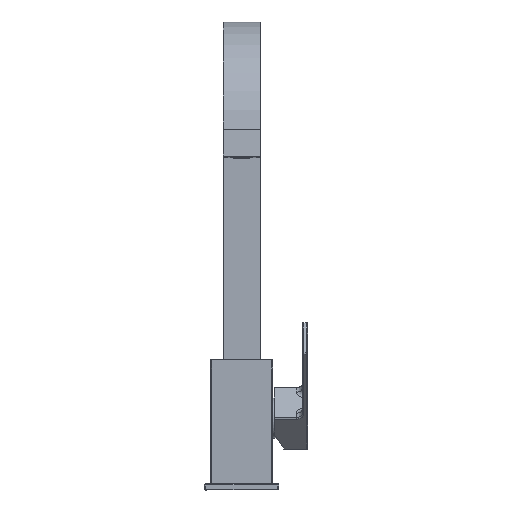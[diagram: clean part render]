
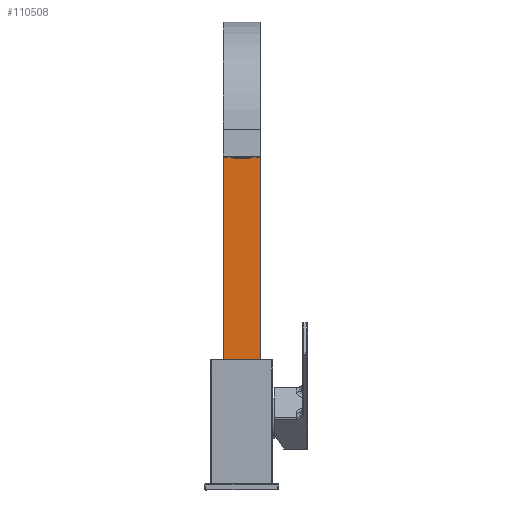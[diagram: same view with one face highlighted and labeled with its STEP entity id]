
A CAD part, top view. The second image highlights one B-rep face of the part: STEP entity #110508.
In plain terms, the highlighted planar face has unit normal (0, 0, 1).
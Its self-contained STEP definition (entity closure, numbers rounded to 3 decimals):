
#47703=DIRECTION('',(0.,1.,0.));
#47704=VECTOR('',#47703,177.77);
#47705=CARTESIAN_POINT('',(15.,100.,5.));
#47706=LINE('',#47705,#47704);
#49298=DIRECTION('',(1.,0.,0.));
#49299=VECTOR('',#49298,30.);
#49300=CARTESIAN_POINT('',(-15.,277.77,5.));
#49301=LINE('',#49300,#49299);
#49422=DIRECTION('',(1.,0.,0.));
#49423=VECTOR('',#49422,30.);
#49424=CARTESIAN_POINT('',(-15.,100.,5.));
#49425=LINE('',#49424,#49423);
#49426=DIRECTION('',(0.,1.,0.));
#49427=VECTOR('',#49426,177.77);
#49428=CARTESIAN_POINT('',(-15.,100.,5.));
#49429=LINE('',#49428,#49427);
#54384=CARTESIAN_POINT('',(-15.,277.77,5.));
#54385=CARTESIAN_POINT('',(15.,277.77,5.));
#54386=VERTEX_POINT('',#54384);
#54387=VERTEX_POINT('',#54385);
#54722=CARTESIAN_POINT('',(-15.,100.,5.));
#54723=VERTEX_POINT('',#54722);
#54724=CARTESIAN_POINT('',(15.,100.,5.));
#54725=VERTEX_POINT('',#54724);
#110497=CARTESIAN_POINT('',(-15.,100.,5.));
#110498=DIRECTION('',(0.,0.,1.));
#110499=DIRECTION('',(1.,0.,0.));
#110500=AXIS2_PLACEMENT_3D('',#110497,#110498,#110499);
#110501=PLANE('',#110500);
#110502=ORIENTED_EDGE('',*,*,#107890,.F.);
#110503=ORIENTED_EDGE('',*,*,#110377,.T.);
#110504=ORIENTED_EDGE('',*,*,#110481,.T.);
#110505=ORIENTED_EDGE('',*,*,#107852,.F.);
#110506=EDGE_LOOP('',(#110502,#110503,#110504,#110505));
#110507=FACE_OUTER_BOUND('',#110506,.F.);
#110508=ADVANCED_FACE('',(#110507),#110501,.T.);
#107852=EDGE_CURVE('',#54725,#54387,#47706,.T.);
#107890=EDGE_CURVE('',#54723,#54725,#49425,.T.);
#110377=EDGE_CURVE('',#54723,#54386,#49429,.T.);
#110481=EDGE_CURVE('',#54386,#54387,#49301,.T.);
